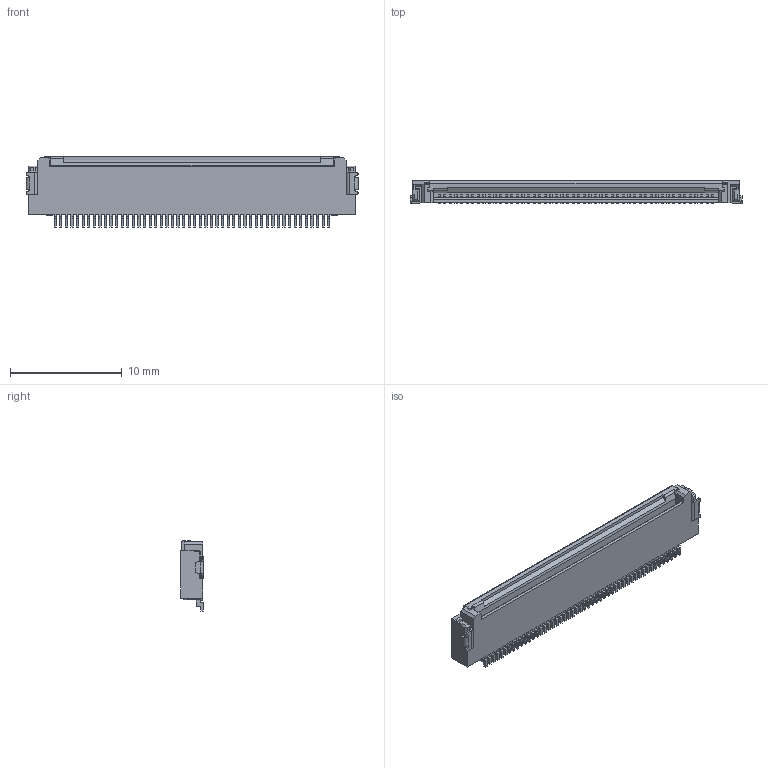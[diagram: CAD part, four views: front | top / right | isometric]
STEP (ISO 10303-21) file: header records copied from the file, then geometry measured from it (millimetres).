
FILE_DESCRIPTION((''),'2;1');
FILE_NAME('C-5-1775333-0','2016-04-26T',('workeradm'),('Tyco Electronics Ltd.'),'CREO PARAMETRIC BY PTC INC, 2015200','CREO PARAMETRIC BY PTC INC, 2015200','');
FILE_SCHEMA(('AUTOMOTIVE_DESIGN { 1 0 10303 214 1 1 1 1 }'));
Length unit declared in the file: millimetre
Products named in the file (1): C-5-1775333-0
Bounding box: 29.75 x 2.05 x 6.28 mm (x, y, z)
Volume: 233.8 mm3; surface area: 779.6 mm2
Topology: 1 solids, 1 shells, 1538 faces, 4481 edges, 2948 vertices
Faces by surface type: plane 1405, cylinder 133
Entity records: 63428 total; most frequent: CARTESIAN_POINT 9061, ORIENTED_EDGE 8962, DIRECTION 7821, PRESENTATION_STYLE_ASSIGNMENT 4482, STYLED_ITEM 4482, CURVE_STYLE 4481, EDGE_CURVE 4481, VECTOR 4205
